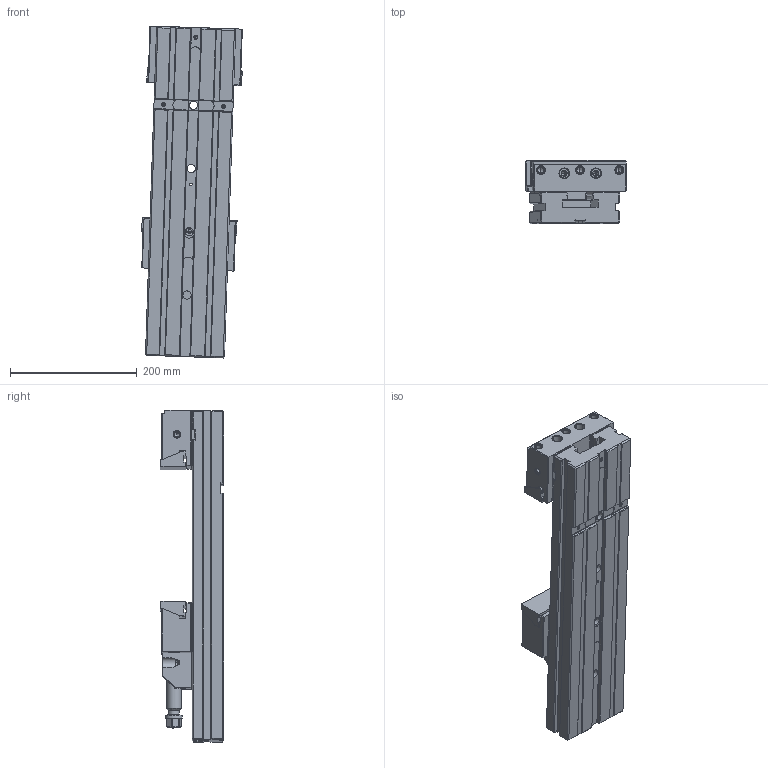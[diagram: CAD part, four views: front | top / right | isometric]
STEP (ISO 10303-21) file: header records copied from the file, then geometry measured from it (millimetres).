
FILE_DESCRIPTION (( 'STEP AP214' ), '1' );
FILE_NAME ('GT853165-00.STEP', '2021-05-18T00:35:05', ( '' ), ( '' ), 'SwSTEP 2.0', 'SolidWorks 2012', '' );
FILE_SCHEMA (( 'AUTOMOTIVE_DESIGN' ));
Length unit declared in the file: millimetre
Products named in the file (15): hexagon socket head cap screws gb_GB_FASTENER_SCREWS_HSHCS M8X40-N; hexagon socket head cap screws gb_GB_FASTENER_SCREWS_HSHCS M14X55-N; hexagon socket head cap screws gb_GB_FASTENER_SCREWS_HSHCS M8X12-N; hex socket set screws with flat point gb_GB_FASTENER_SCREWS_HSFP M12X12-N; GT853165-06; 钢球; GT853120-13; GT853120-12; GT853120-11; GT853120-05; GT853120-04; GT853120-02; GT853120-01; GT853165-00; 盓釱蹟隊
Assembly tree (22 placements, depth 2):
  GT853165-00
    GT853120-01
    GT853120-02
    GT853120-04
    GT853120-05
    GT853120-11
    GT853120-12
    GT853120-13
    钢球
    GT853165-06
    hex socket set screws with flat point gb_GB_FASTENER_SCREWS_HSFP M12X12-N  x4
    hexagon socket head cap screws gb_GB_FASTENER_SCREWS_HSHCS M8X12-N  x2
    hexagon socket head cap screws gb_GB_FASTENER_SCREWS_HSHCS M14X55-N  x4
    hexagon socket head cap screws gb_GB_FASTENER_SCREWS_HSHCS M8X40-N  x2
    盓釱蹟隊
Bounding box: 158.97 x 100 x 524.71 mm (x, y, z)
Volume: 3758858.6 mm3; surface area: 511389.8 mm2
Topology: 22 solids, 22 shells, 1275 faces, 3060 edges, 1820 vertices
Faces by surface type: plane 689, cylinder 286, cone 276, torus 17, bspline 5, sphere 2
Entity records: 35494 total; most frequent: CARTESIAN_POINT 9258, DIRECTION 5274, ORIENTED_EDGE 5090, EDGE_CURVE 2545, AXIS2_PLACEMENT_3D 1764, VECTOR 1746, LINE 1746, VERTEX_POINT 1565
